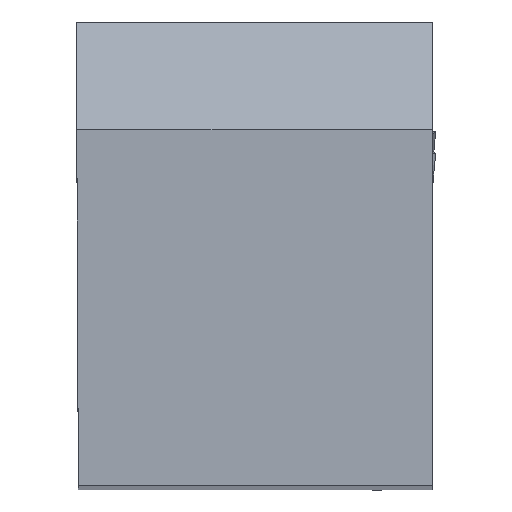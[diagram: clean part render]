
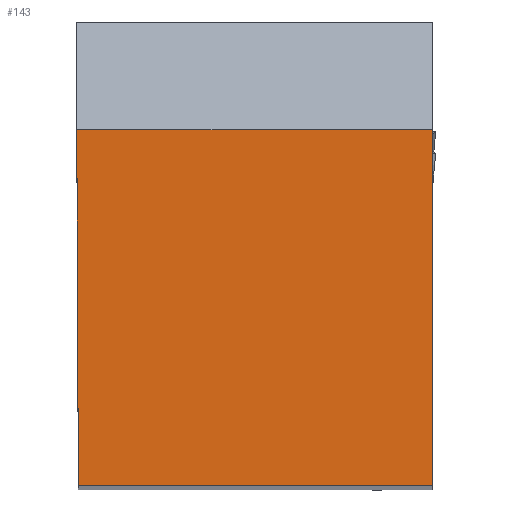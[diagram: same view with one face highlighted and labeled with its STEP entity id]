
A CAD part, top view. The second image highlights one B-rep face of the part: STEP entity #143.
In plain terms, the highlighted planar face has unit normal (0, 0, 1).
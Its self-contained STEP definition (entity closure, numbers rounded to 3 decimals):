
#143=ADVANCED_FACE('BLANK_BOXF006',(#250),#203,.T.);
#203=PLANE('',#1365);
#250=FACE_OUTER_BOUND('',#312,.T.);
#312=EDGE_LOOP('',(#481,#482,#483,#484));
#481=ORIENTED_EDGE('',*,*,#891,.T.);
#482=ORIENTED_EDGE('',*,*,#905,.F.);
#483=ORIENTED_EDGE('',*,*,#861,.T.);
#484=ORIENTED_EDGE('',*,*,#913,.T.);
#748=VERTEX_POINT('',#1754);
#749=VERTEX_POINT('',#1756);
#773=VERTEX_POINT('',#1825);
#774=VERTEX_POINT('',#1827);
#861=EDGE_CURVE('',#749,#748,#1031,.T.);
#891=EDGE_CURVE('',#774,#773,#1055,.T.);
#905=EDGE_CURVE('',#749,#773,#1068,.T.);
#913=EDGE_CURVE('',#748,#774,#1073,.T.);
#1031=LINE('',#1755,#1159);
#1055=LINE('',#1826,#1183);
#1068=LINE('',#1852,#1196);
#1073=LINE('',#1883,#1201);
#1159=VECTOR('',#1439,1.);
#1183=VECTOR('',#1483,1.);
#1196=VECTOR('',#1506,1.);
#1201=VECTOR('',#1521,1.);
#1365=AXIS2_PLACEMENT_3D('',#1884,#1522,#1523);
#1439=DIRECTION('',(0.,1.,0.));
#1483=DIRECTION('',(0.004,-1.,0.));
#1506=DIRECTION('',(-1.,0.,0.));
#1521=DIRECTION('',(-1.,0.,0.));
#1522=DIRECTION('',(0.,0.,1.));
#1523=DIRECTION('',(1.,0.,0.));
#1754=CARTESIAN_POINT('',(15.9,15.9,0.));
#1755=CARTESIAN_POINT('',(15.9,21.9,0.));
#1756=CARTESIAN_POINT('',(15.9,0.,0.));
#1825=CARTESIAN_POINT('',(0.069,0.,0.));
#1826=CARTESIAN_POINT('',(-0.027,21.996,0.));
#1827=CARTESIAN_POINT('',(0.,15.9,0.));
#1852=CARTESIAN_POINT('',(-22.,0.,0.));
#1883=CARTESIAN_POINT('',(-22.,15.9,0.));
#1884=CARTESIAN_POINT('',(-22.,21.9,0.));
